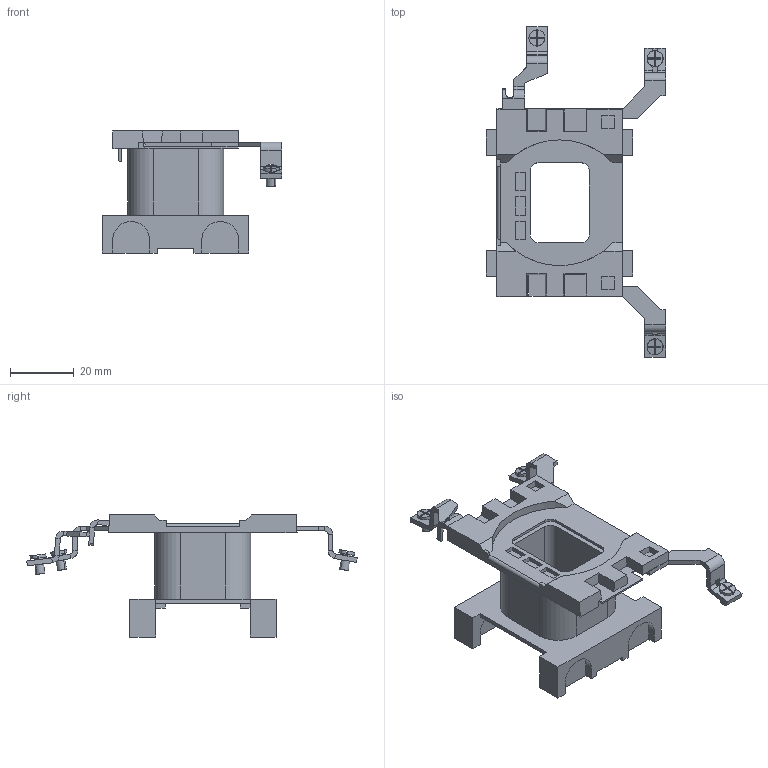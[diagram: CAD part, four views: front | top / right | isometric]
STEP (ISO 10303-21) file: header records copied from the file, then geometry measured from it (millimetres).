
FILE_DESCRIPTION (( 'STEP AP214' ), '1' );
FILE_NAME ('BLX1D6L5.STEP', '2019-09-21T17:55:25', ( '' ), ( '' ), 'SwSTEP 2.0', 'SolidWorks 2017', '' );
FILE_SCHEMA (( 'AUTOMOTIVE_DESIGN' ));
Length unit declared in the file: millimetre
Products named in the file (1): BLX1D6L5
Bounding box: 55.95 x 103.32 x 38.15 mm (x, y, z)
Surface area: 19276 mm2 (no closed solid volume)
Topology: 0 solids, 9 shells, 355 faces, 965 edges, 621 vertices
Faces by surface type: plane 292, cylinder 63
Entity records: 14969 total; most frequent: CARTESIAN_POINT 1994, ORIENTED_EDGE 1892, DIRECTION 1835, EDGE_CURVE 965, LINE 787, VECTOR 787, VERTEX_POINT 621, AXIS2_PLACEMENT_3D 524
